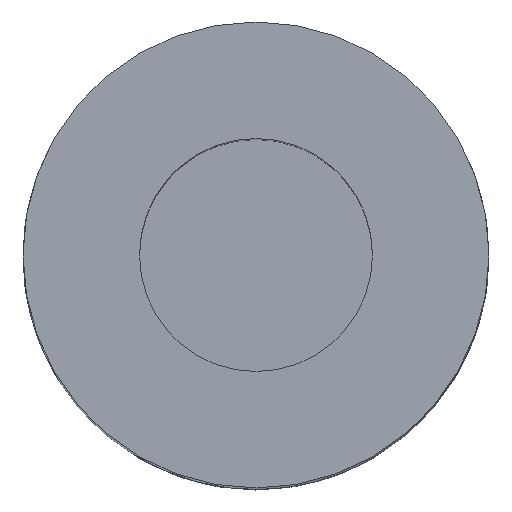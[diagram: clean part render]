
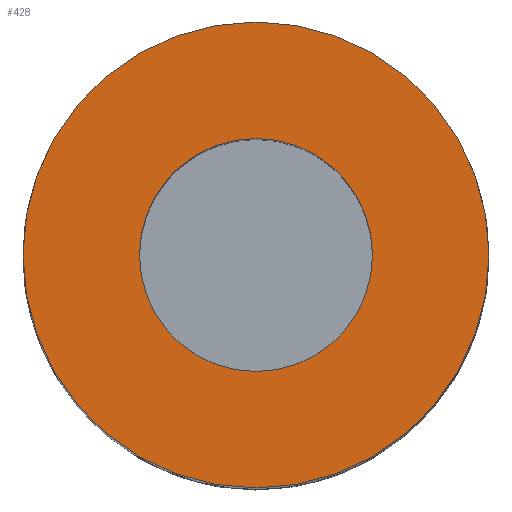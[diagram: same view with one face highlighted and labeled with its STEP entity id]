
A CAD part, top view. The second image highlights one B-rep face of the part: STEP entity #428.
In plain terms, the highlighted planar face has unit normal (0, 0, 1).
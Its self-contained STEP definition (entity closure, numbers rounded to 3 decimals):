
#4 = PLANE ( 'NONE',  #668 ) ;
#9 = EDGE_CURVE ( 'NONE', #630, #617, #625, .T. ) ;
#10 = DIRECTION ( 'NONE',  ( 0., 0., 1. ) ) ;
#25 = EDGE_CURVE ( 'NONE', #212, #178, #318, .T. ) ;
#74 = EDGE_CURVE ( 'NONE', #178, #212, #164, .T. ) ;
#76 = DIRECTION ( 'NONE',  ( 0., 0., 1. ) ) ;
#109 = CARTESIAN_POINT ( 'NONE',  ( -5., 0., 50. ) ) ;
#121 = CARTESIAN_POINT ( 'NONE',  ( 0., 0., 50. ) ) ;
#131 = CARTESIAN_POINT ( 'NONE',  ( 10., 0., 50. ) ) ;
#164 = CIRCLE ( 'NONE', #601, 10. ) ;
#165 = DIRECTION ( 'NONE',  ( 0., 0., 1. ) ) ;
#167 = DIRECTION ( 'NONE',  ( 1., 0., 0. ) ) ;
#171 = DIRECTION ( 'NONE',  ( 1., 0., 0. ) ) ;
#177 = DIRECTION ( 'NONE',  ( 0., 0., 1. ) ) ;
#178 = VERTEX_POINT ( 'NONE', #131 ) ;
#191 = ORIENTED_EDGE ( 'NONE', *, *, #479, .F. ) ;
#212 = VERTEX_POINT ( 'NONE', #527 ) ;
#221 = DIRECTION ( 'NONE',  ( 0., 0., 1. ) ) ;
#235 = CIRCLE ( 'NONE', #548, 5. ) ;
#318 = CIRCLE ( 'NONE', #474, 10. ) ;
#348 = ORIENTED_EDGE ( 'NONE', *, *, #25, .T. ) ;
#375 = DIRECTION ( 'NONE',  ( 1., 0., 0. ) ) ;
#392 = EDGE_LOOP ( 'NONE', ( #559, #191 ) ) ;
#428 = ADVANCED_FACE ( 'NONE', ( #606, #649 ), #4, .T. ) ;
#435 = CARTESIAN_POINT ( 'NONE',  ( 0., 0., 50. ) ) ;
#460 = AXIS2_PLACEMENT_3D ( 'NONE', #697, #165, #167 ) ;
#461 = EDGE_LOOP ( 'NONE', ( #348, #590 ) ) ;
#474 = AXIS2_PLACEMENT_3D ( 'NONE', #435, #221, #542 ) ;
#479 = EDGE_CURVE ( 'NONE', #617, #630, #235, .T. ) ;
#527 = CARTESIAN_POINT ( 'NONE',  ( -10., 0., 50. ) ) ;
#542 = DIRECTION ( 'NONE',  ( 1., 0., 0. ) ) ;
#548 = AXIS2_PLACEMENT_3D ( 'NONE', #654, #76, #171 ) ;
#559 = ORIENTED_EDGE ( 'NONE', *, *, #9, .F. ) ;
#566 = CARTESIAN_POINT ( 'NONE',  ( 0., 0., 50. ) ) ;
#590 = ORIENTED_EDGE ( 'NONE', *, *, #74, .T. ) ;
#601 = AXIS2_PLACEMENT_3D ( 'NONE', #566, #177, #660 ) ;
#606 = FACE_BOUND ( 'NONE', #392, .T. ) ;
#617 = VERTEX_POINT ( 'NONE', #109 ) ;
#625 = CIRCLE ( 'NONE', #460, 5. ) ;
#630 = VERTEX_POINT ( 'NONE', #679 ) ;
#649 = FACE_OUTER_BOUND ( 'NONE', #461, .T. ) ;
#654 = CARTESIAN_POINT ( 'NONE',  ( 0., 0., 50. ) ) ;
#660 = DIRECTION ( 'NONE',  ( 1., 0., 0. ) ) ;
#668 = AXIS2_PLACEMENT_3D ( 'NONE', #121, #10, #375 ) ;
#679 = CARTESIAN_POINT ( 'NONE',  ( 5., 0., 50. ) ) ;
#697 = CARTESIAN_POINT ( 'NONE',  ( 0., 0., 50. ) ) ;
